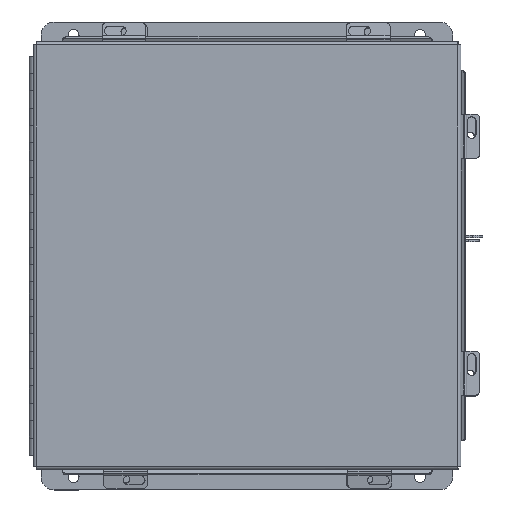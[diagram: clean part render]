
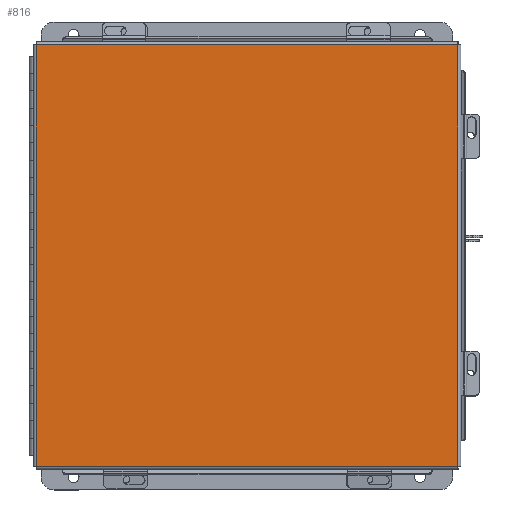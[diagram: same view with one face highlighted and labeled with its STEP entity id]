
A CAD part, top view. The second image highlights one B-rep face of the part: STEP entity #816.
In plain terms, the highlighted face is planar.
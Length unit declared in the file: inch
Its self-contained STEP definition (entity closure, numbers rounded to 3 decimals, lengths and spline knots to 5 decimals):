
#357 = VECTOR ( 'NONE', #4840, 39.37008 ) ;
#816 = ADVANCED_FACE ( 'NONE', ( #7890 ), #6043, .T. ) ;
#1326 = ORIENTED_EDGE ( 'NONE', *, *, #14096, .T. ) ;
#1590 = CARTESIAN_POINT ( 'NONE',  ( 6.07448, -6.06855, -0.0747 ) ) ;
#2088 = CARTESIAN_POINT ( 'NONE',  ( 6.06855, 6.06855, -0.0747 ) ) ;
#2971 = CARTESIAN_POINT ( 'NONE',  ( -6.07448, 6.06855, -0.0747 ) ) ;
#3222 = ORIENTED_EDGE ( 'NONE', *, *, #15412, .T. ) ;
#3470 = CARTESIAN_POINT ( 'NONE',  ( -6.06855, -6.07448, -0.0747 ) ) ;
#4644 = DIRECTION ( 'NONE',  ( 0., 0., -1. ) ) ;
#4840 = DIRECTION ( 'NONE',  ( 0., 1., 0. ) ) ;
#5551 = VERTEX_POINT ( 'NONE', #2088 ) ;
#5693 = LINE ( 'NONE', #15640, #9783 ) ;
#6015 = DIRECTION ( 'NONE',  ( 0., -1., 0. ) ) ;
#6043 = PLANE ( 'NONE',  #8224 ) ;
#6150 = LINE ( 'NONE', #2971, #10220 ) ;
#7062 = DIRECTION ( 'NONE',  ( 1., 0., 0. ) ) ;
#7697 = LINE ( 'NONE', #3470, #357 ) ;
#7734 = VECTOR ( 'NONE', #9802, 39.37008 ) ;
#7890 = FACE_OUTER_BOUND ( 'NONE', #11714, .T. ) ;
#7907 = VERTEX_POINT ( 'NONE', #14592 ) ;
#8224 = AXIS2_PLACEMENT_3D ( 'NONE', #11563, #4644, #12890 ) ;
#9018 = VERTEX_POINT ( 'NONE', #16082 ) ;
#9173 = CARTESIAN_POINT ( 'NONE',  ( 6.06855, -6.06855, -0.0747 ) ) ;
#9783 = VECTOR ( 'NONE', #6015, 39.37008 ) ;
#9802 = DIRECTION ( 'NONE',  ( -1., 0., 0. ) ) ;
#10220 = VECTOR ( 'NONE', #7062, 39.37008 ) ;
#11360 = LINE ( 'NONE', #1590, #7734 ) ;
#11563 = CARTESIAN_POINT ( 'NONE',  ( 0., 0., -0.0747 ) ) ;
#11714 = EDGE_LOOP ( 'NONE', ( #3222, #1326, #13961, #16377 ) ) ;
#11728 = EDGE_CURVE ( 'NONE', #17468, #7907, #11360, .T. ) ;
#12890 = DIRECTION ( 'NONE',  ( -1., 0., 0. ) ) ;
#13961 = ORIENTED_EDGE ( 'NONE', *, *, #11728, .T. ) ;
#14096 = EDGE_CURVE ( 'NONE', #5551, #17468, #5693, .T. ) ;
#14547 = EDGE_CURVE ( 'NONE', #7907, #9018, #7697, .T. ) ;
#14592 = CARTESIAN_POINT ( 'NONE',  ( -6.06855, -6.06855, -0.0747 ) ) ;
#15412 = EDGE_CURVE ( 'NONE', #9018, #5551, #6150, .T. ) ;
#15640 = CARTESIAN_POINT ( 'NONE',  ( 6.06855, 6.07448, -0.0747 ) ) ;
#16082 = CARTESIAN_POINT ( 'NONE',  ( -6.06855, 6.06855, -0.0747 ) ) ;
#16377 = ORIENTED_EDGE ( 'NONE', *, *, #14547, .T. ) ;
#17468 = VERTEX_POINT ( 'NONE', #9173 ) ;
